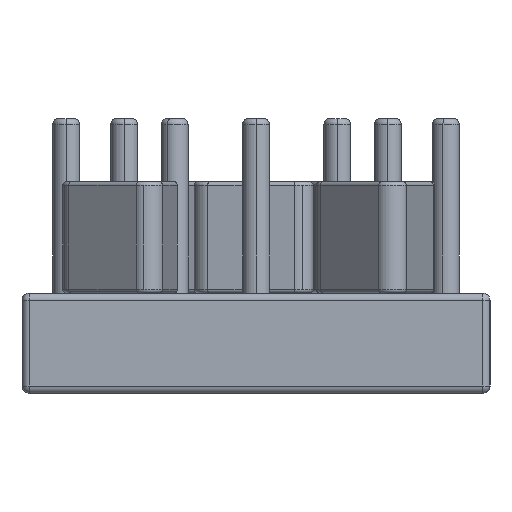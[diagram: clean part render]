
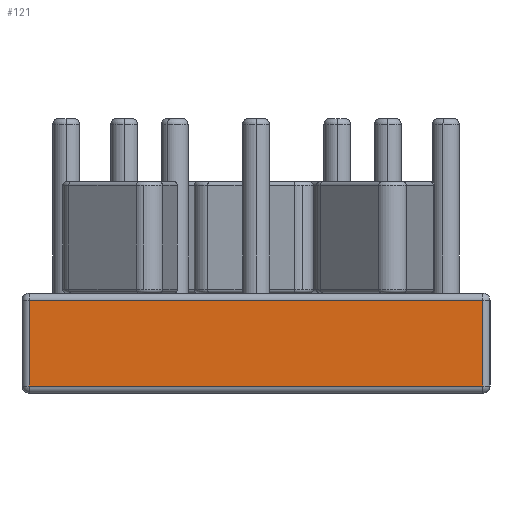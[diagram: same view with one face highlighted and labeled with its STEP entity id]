
A CAD part, left-side view. The second image highlights one B-rep face of the part: STEP entity #121.
In plain terms, the highlighted planar face has unit normal (-1, 0, 0).
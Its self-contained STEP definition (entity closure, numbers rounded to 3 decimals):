
#121 = ADVANCED_FACE ( 'NONE', ( #2612 ), #3883, .F. ) ;
#142 = CARTESIAN_POINT ( 'NONE',  ( -50.7, 30.5, 1. ) ) ;
#310 = DIRECTION ( 'NONE',  ( 0., 0., 1. ) ) ;
#594 = VECTOR ( 'NONE', #2405, 1000. ) ;
#607 = CARTESIAN_POINT ( 'NONE',  ( -50.7, 31.5, 12.5 ) ) ;
#761 = VERTEX_POINT ( 'NONE', #2650 ) ;
#1212 = CARTESIAN_POINT ( 'NONE',  ( -50.7, -30.5, 1. ) ) ;
#1416 = VECTOR ( 'NONE', #2674, 1000. ) ;
#1442 = CARTESIAN_POINT ( 'NONE',  ( -50.7, 31.5, 1. ) ) ;
#1688 = LINE ( 'NONE', #4831, #594 ) ;
#1767 = EDGE_CURVE ( 'NONE', #761, #4136, #4404, .T. ) ;
#1778 = EDGE_CURVE ( 'NONE', #3869, #4908, #3201, .T. ) ;
#1894 = CARTESIAN_POINT ( 'NONE',  ( -50.7, 31.5, 13.5 ) ) ;
#2214 = ORIENTED_EDGE ( 'NONE', *, *, #1778, .T. ) ;
#2301 = DIRECTION ( 'NONE',  ( 1., 0., 0. ) ) ;
#2405 = DIRECTION ( 'NONE',  ( 0., 0., -1. ) ) ;
#2612 = FACE_OUTER_BOUND ( 'NONE', #3725, .T. ) ;
#2650 = CARTESIAN_POINT ( 'NONE',  ( -50.7, -30.5, 12.5 ) ) ;
#2674 = DIRECTION ( 'NONE',  ( 0., -1., 0. ) ) ;
#2833 = ORIENTED_EDGE ( 'NONE', *, *, #5111, .T. ) ;
#3163 = AXIS2_PLACEMENT_3D ( 'NONE', #1894, #2301, #3441 ) ;
#3201 = LINE ( 'NONE', #1442, #1416 ) ;
#3331 = CARTESIAN_POINT ( 'NONE',  ( -50.7, 30.5, 12.5 ) ) ;
#3432 = ORIENTED_EDGE ( 'NONE', *, *, #1767, .T. ) ;
#3441 = DIRECTION ( 'NONE',  ( 0., 0., -1. ) ) ;
#3523 = ORIENTED_EDGE ( 'NONE', *, *, #3701, .T. ) ;
#3701 = EDGE_CURVE ( 'NONE', #4136, #3869, #1688, .T. ) ;
#3725 = EDGE_LOOP ( 'NONE', ( #3523, #2214, #2833, #3432 ) ) ;
#3869 = VERTEX_POINT ( 'NONE', #142 ) ;
#3883 = PLANE ( 'NONE',  #3163 ) ;
#4136 = VERTEX_POINT ( 'NONE', #3331 ) ;
#4192 = LINE ( 'NONE', #4768, #5151 ) ;
#4336 = VECTOR ( 'NONE', #5075, 1000. ) ;
#4404 = LINE ( 'NONE', #607, #4336 ) ;
#4768 = CARTESIAN_POINT ( 'NONE',  ( -50.7, -30.5, 13.5 ) ) ;
#4831 = CARTESIAN_POINT ( 'NONE',  ( -50.7, 30.5, 13.5 ) ) ;
#4908 = VERTEX_POINT ( 'NONE', #1212 ) ;
#5075 = DIRECTION ( 'NONE',  ( 0., 1., 0. ) ) ;
#5111 = EDGE_CURVE ( 'NONE', #4908, #761, #4192, .T. ) ;
#5151 = VECTOR ( 'NONE', #310, 1000. ) ;
